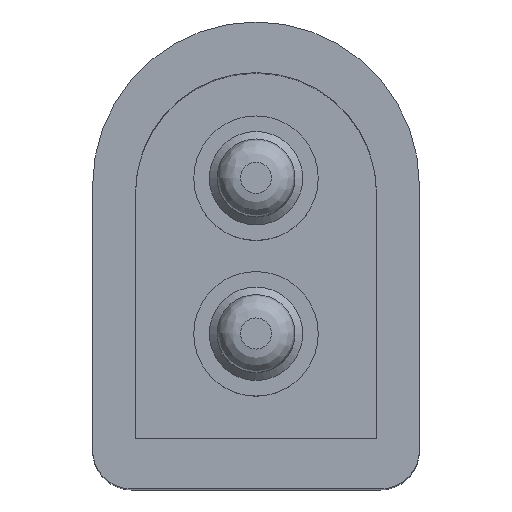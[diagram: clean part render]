
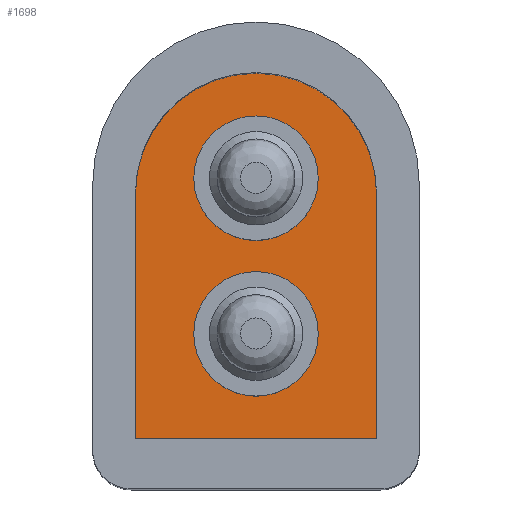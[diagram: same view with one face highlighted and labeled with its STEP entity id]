
A CAD part, top view. The second image highlights one B-rep face of the part: STEP entity #1698.
In plain terms, the highlighted planar face has unit normal (0, 0, 1).
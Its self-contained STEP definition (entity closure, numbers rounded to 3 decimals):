
#1111 = VERTEX_POINT('',#1112);
#1112 = CARTESIAN_POINT('',(0.8,-1.,3.));
#1118 = EDGE_CURVE('',#1111,#1111,#1119,.T.);
#1119 = CIRCLE('',#1120,0.8);
#1120 = AXIS2_PLACEMENT_3D('',#1121,#1122,#1123);
#1121 = CARTESIAN_POINT('',(0.,-1.,3.));
#1122 = DIRECTION('',(0.,0.,-1.));
#1123 = DIRECTION('',(-1.,0.,0.));
#1144 = VERTEX_POINT('',#1145);
#1145 = CARTESIAN_POINT('',(0.8,1.,3.));
#1151 = EDGE_CURVE('',#1144,#1144,#1152,.T.);
#1152 = CIRCLE('',#1153,0.8);
#1153 = AXIS2_PLACEMENT_3D('',#1154,#1155,#1156);
#1154 = CARTESIAN_POINT('',(0.,1.,3.));
#1155 = DIRECTION('',(0.,0.,-1.));
#1156 = DIRECTION('',(-1.,0.,0.));
#1698 = ADVANCED_FACE('',(#1699,#1734,#1737),#1740,.F.);
#1699 = FACE_BOUND('',#1700,.T.);
#1700 = EDGE_LOOP('',(#1701,#1711,#1719,#1727));
#1701 = ORIENTED_EDGE('',*,*,#1702,.F.);
#1702 = EDGE_CURVE('',#1703,#1705,#1707,.T.);
#1703 = VERTEX_POINT('',#1704);
#1704 = CARTESIAN_POINT('',(-1.55,-2.35,3.));
#1705 = VERTEX_POINT('',#1706);
#1706 = CARTESIAN_POINT('',(-1.55,0.8,3.));
#1707 = LINE('',#1708,#1709);
#1708 = CARTESIAN_POINT('',(-1.55,-1.175,3.));
#1709 = VECTOR('',#1710,1.);
#1710 = DIRECTION('',(0.,1.,0.));
#1711 = ORIENTED_EDGE('',*,*,#1712,.F.);
#1712 = EDGE_CURVE('',#1713,#1703,#1715,.T.);
#1713 = VERTEX_POINT('',#1714);
#1714 = CARTESIAN_POINT('',(1.55,-2.35,3.));
#1715 = LINE('',#1716,#1717);
#1716 = CARTESIAN_POINT('',(0.775,-2.35,3.));
#1717 = VECTOR('',#1718,1.);
#1718 = DIRECTION('',(-1.,0.,0.));
#1719 = ORIENTED_EDGE('',*,*,#1720,.F.);
#1720 = EDGE_CURVE('',#1721,#1713,#1723,.T.);
#1721 = VERTEX_POINT('',#1722);
#1722 = CARTESIAN_POINT('',(1.55,0.8,3.));
#1723 = LINE('',#1724,#1725);
#1724 = CARTESIAN_POINT('',(1.55,0.4,3.));
#1725 = VECTOR('',#1726,1.);
#1726 = DIRECTION('',(0.,-1.,0.));
#1727 = ORIENTED_EDGE('',*,*,#1728,.F.);
#1728 = EDGE_CURVE('',#1705,#1721,#1729,.T.);
#1729 = CIRCLE('',#1730,1.55);
#1730 = AXIS2_PLACEMENT_3D('',#1731,#1732,#1733);
#1731 = CARTESIAN_POINT('',(0.,0.8,3.));
#1732 = DIRECTION('',(0.,0.,-1.));
#1733 = DIRECTION('',(1.,0.,0.));
#1734 = FACE_BOUND('',#1735,.T.);
#1735 = EDGE_LOOP('',(#1736));
#1736 = ORIENTED_EDGE('',*,*,#1118,.T.);
#1737 = FACE_BOUND('',#1738,.T.);
#1738 = EDGE_LOOP('',(#1739));
#1739 = ORIENTED_EDGE('',*,*,#1151,.T.);
#1740 = PLANE('',#1741);
#1741 = AXIS2_PLACEMENT_3D('',#1742,#1743,#1744);
#1742 = CARTESIAN_POINT('',(0.,0.,3.));
#1743 = DIRECTION('',(0.,0.,-1.));
#1744 = DIRECTION('',(1.,0.,0.));
